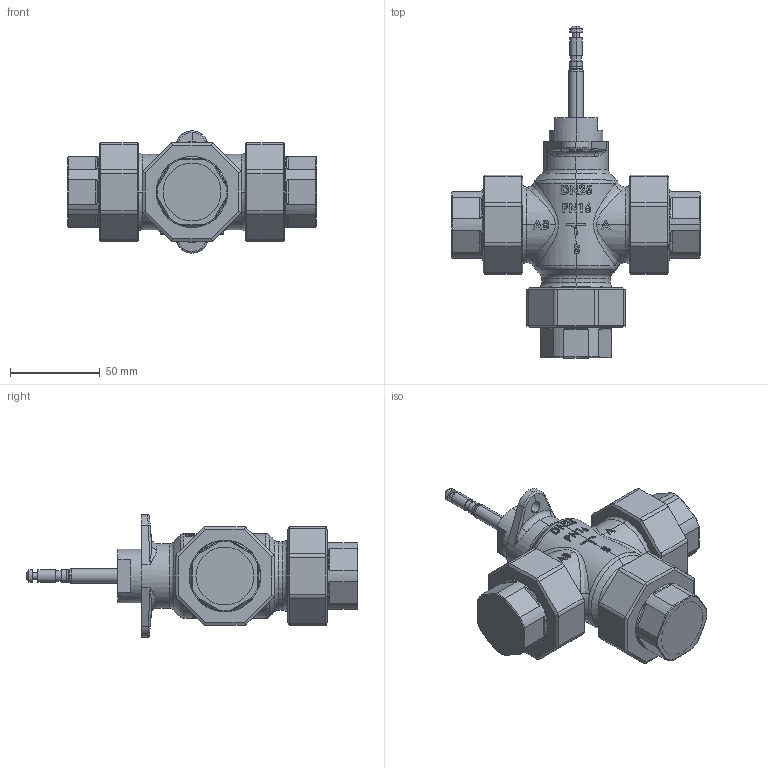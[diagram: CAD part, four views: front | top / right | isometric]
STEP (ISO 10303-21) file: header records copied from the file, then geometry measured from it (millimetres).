
FILE_DESCRIPTION (( 'STEP AP203' ), '1' );
FILE_NAME ('316RA_DN25_DEF.STEP', '2012-02-14T08:56:57', ( 'test' ), ( '' ), 'SwSTEP 2.0', 'SolidWorks 2011', '' );
FILE_SCHEMA (( 'CONFIG_CONTROL_DESIGN' ));
Length unit declared in the file: millimetre
Products named in the file (1): 316RA_DN25_DEF
Bounding box: 138.41 x 185.05 x 68.2 mm (x, y, z)
Volume: 348612 mm3; surface area: 55559.5 mm2
Topology: 1 solids, 4 shells, 747 faces, 1953 edges, 1238 vertices
Faces by surface type: plane 329, cylinder 194, bspline 148, torus 40, cone 34, sphere 2
Entity records: 33936 total; most frequent: CARTESIAN_POINT 17292, ORIENTED_EDGE 3878, DIRECTION 2914, EDGE_CURVE 1939, VERTEX_POINT 1238, AXIS2_PLACEMENT_3D 1025, VECTOR 864, LINE 864
